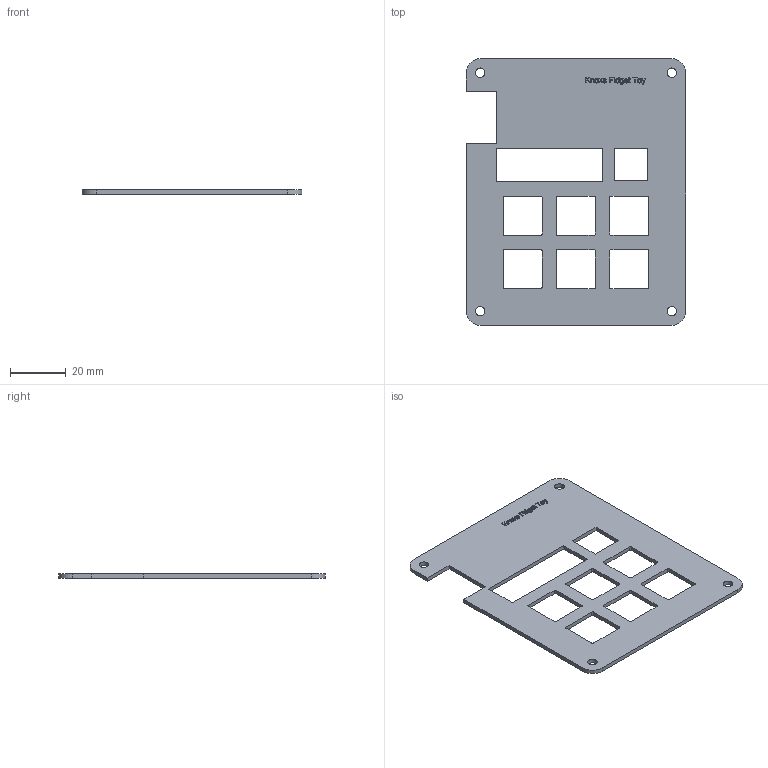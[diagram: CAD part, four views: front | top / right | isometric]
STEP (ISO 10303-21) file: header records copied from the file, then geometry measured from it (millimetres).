
FILE_DESCRIPTION(/* description */ (''),/* implementation_level */ '2;1');
FILE_NAME(/* name */ 'Knox''s Fidget Toy V1 Top case.step',/* time_stamp */ '2026-01-11T18:39:42-08:00',/* author */ (''),/* organization */ (''),/* preprocessor_version */ 'ST-DEVELOPER v20.1',/* originating_system */ 'Autodesk Translation Framework v14.21.0.0',/* authorisation */ '');
FILE_SCHEMA (('AUTOMOTIVE_DESIGN { 1 0 10303 214 3 1 1 }'));
Length unit declared in the file: millimetre
Products named in the file (1): 2026-01-05-15-59-34-965
Bounding box: 78.52 x 95.28 x 1.9 mm (x, y, z)
Volume: 8180.7 mm3; surface area: 12268.6 mm2
Topology: 1 solids, 1 shells, 608 faces, 1698 edges, 1132 vertices
Faces by surface type: bspline 310, plane 266, cylinder 32
Full cylindrical faces by diameter (mm): 3.4 x4
Entity records: 22347 total; most frequent: CARTESIAN_POINT 8709, ORIENTED_EDGE 3396, DIRECTION 1740, EDGE_CURVE 1698, VERTEX_POINT 1132, LINE 1014, VECTOR 1014, EDGE_LOOP 672
